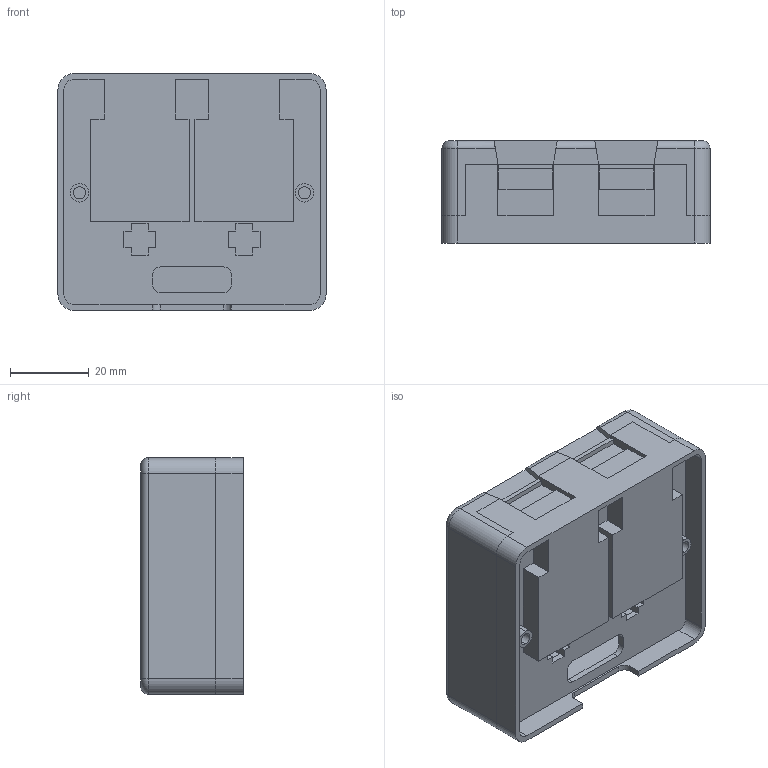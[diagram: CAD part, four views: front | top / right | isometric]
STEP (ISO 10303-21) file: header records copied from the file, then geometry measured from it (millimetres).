
FILE_DESCRIPTION (( 'STEP AP203' ), '1' );
FILE_NAME ('CS2-022 ITK Êîðïóñ íàñòåííîé ðîçåòêè äëÿ 2 ìîä. Keystone Jack.STEP', '2016-09-29T06:50:48', ( '' ), ( '' ), 'SwSTEP 2.0', 'SolidWorks 2014', '' );
FILE_SCHEMA (( 'CONFIG_CONTROL_DESIGN' ));
Length unit declared in the file: millimetre
Products named in the file (2): CS2-022 ITK Êîðïóñ íàñòåííîé ðîçåòêè äëÿ 2 ìîä. Keystone Jack
Bounding box: 68 x 26 x 60 mm (x, y, z)
Volume: 23119.3 mm3; surface area: 31268.2 mm2
Topology: 2 solids, 2 shells, 234 faces, 672 edges, 436 vertices
Faces by surface type: plane 182, cylinder 44, torus 8
Entity records: 7745 total; most frequent: CARTESIAN_POINT 1368, ORIENTED_EDGE 1344, DIRECTION 1228, EDGE_CURVE 672, LINE 572, VECTOR 572, VERTEX_POINT 436, AXIS2_PLACEMENT_3D 328
